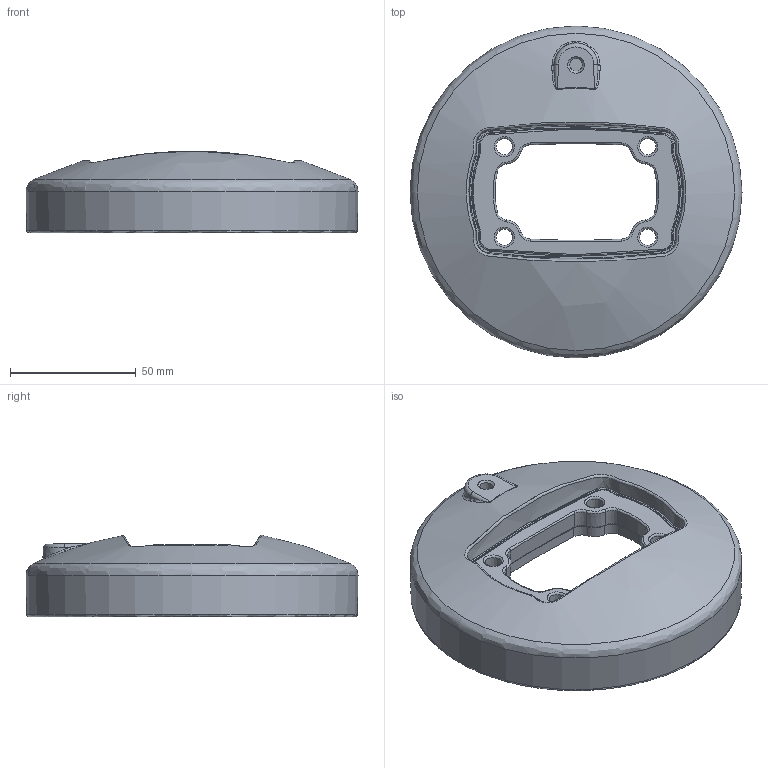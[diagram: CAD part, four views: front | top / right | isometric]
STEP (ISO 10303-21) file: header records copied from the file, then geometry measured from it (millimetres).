
FILE_DESCRIPTION (( 'STEP AP214' ), '1' );
FILE_NAME ('TK060.310.STEP', '2024-07-24T13:01:46', ( '' ), ( '' ), 'SwSTEP 2.0', 'SolidWorks 2023', '' );
FILE_SCHEMA (( 'AUTOMOTIVE_DESIGN' ));
Length unit declared in the file: inch
Products named in the file (1): TK060.310
Bounding box: 131.92 x 131.92 x 32.41 mm (x, y, z)
Volume: 218326.1 mm3; surface area: 54088.4 mm2
Topology: 1 solids, 19 shells, 419 faces, 901 edges, 525 vertices
Faces by surface type: bspline 248, plane 67, cone 53, cylinder 51
Full cylindrical faces by diameter (mm): 5 x4, 8.253 x4, 93.91 x1
Entity records: 29824 total; most frequent: CARTESIAN_POINT 22723, ORIENTED_EDGE 1694, DIRECTION 1027, EDGE_CURVE 847, VERTEX_POINT 514, EDGE_LOOP 477, AXIS2_PLACEMENT_3D 456, FACE_OUTER_BOUND 445
